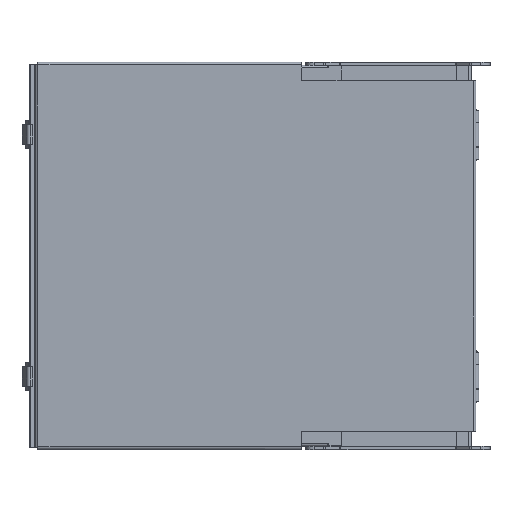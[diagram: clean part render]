
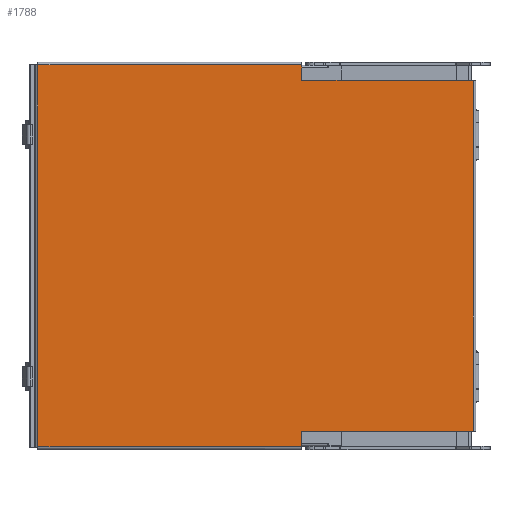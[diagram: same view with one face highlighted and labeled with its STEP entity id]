
A CAD part, top view. The second image highlights one B-rep face of the part: STEP entity #1788.
In plain terms, the highlighted planar face has unit normal (0, 0, 1).
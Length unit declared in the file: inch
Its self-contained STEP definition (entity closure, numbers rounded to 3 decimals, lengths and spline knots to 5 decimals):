
#46 = VECTOR ( 'NONE', #8991, 39.37008 ) ;
#123 = VERTEX_POINT ( 'NONE', #2973 ) ;
#381 = VECTOR ( 'NONE', #8205, 39.37008 ) ;
#1177 = LINE ( 'NONE', #6660, #6351 ) ;
#1345 = DIRECTION ( 'NONE',  ( 0., 0., 1. ) ) ;
#1788 = ADVANCED_FACE ( 'NONE', ( #15097 ), #2871, .T. ) ;
#2425 = VECTOR ( 'NONE', #8000, 39.37008 ) ;
#2871 = PLANE ( 'NONE',  #11486 ) ;
#2973 = CARTESIAN_POINT ( 'NONE',  ( -9.009, 7.892, 6.172 ) ) ;
#3368 = LINE ( 'NONE', #16037, #6013 ) ;
#3451 = ORIENTED_EDGE ( 'NONE', *, *, #14108, .T. ) ;
#3692 = ORIENTED_EDGE ( 'NONE', *, *, #10252, .T. ) ;
#4159 = ORIENTED_EDGE ( 'NONE', *, *, #12845, .T. ) ;
#4569 = CARTESIAN_POINT ( 'NONE',  ( -9.009, -7.892, 6.172 ) ) ;
#4600 = VERTEX_POINT ( 'NONE', #15791 ) ;
#4641 = CARTESIAN_POINT ( 'NONE',  ( 8.98, 7.248, 6.172 ) ) ;
#4694 = EDGE_CURVE ( 'NONE', #4600, #15717, #13013, .T. ) ;
#5124 = DIRECTION ( 'NONE',  ( -1., 0., 0. ) ) ;
#5539 = VECTOR ( 'NONE', #11914, 39.37008 ) ;
#6013 = VECTOR ( 'NONE', #9212, 39.37008 ) ;
#6170 = DIRECTION ( 'NONE',  ( 0., 1., 0. ) ) ;
#6351 = VECTOR ( 'NONE', #5124, 39.37008 ) ;
#6410 = VERTEX_POINT ( 'NONE', #6606 ) ;
#6606 = CARTESIAN_POINT ( 'NONE',  ( 1.9005, -7.892, 6.172 ) ) ;
#6660 = CARTESIAN_POINT ( 'NONE',  ( 1.9005, 7.892, 6.172 ) ) ;
#6757 = VERTEX_POINT ( 'NONE', #4569 ) ;
#6862 = VECTOR ( 'NONE', #6170, 39.37008 ) ;
#6865 = EDGE_CURVE ( 'NONE', #6757, #6410, #8622, .T. ) ;
#7292 = VERTEX_POINT ( 'NONE', #14089 ) ;
#7556 = LINE ( 'NONE', #14831, #2425 ) ;
#7595 = CARTESIAN_POINT ( 'NONE',  ( 8.98, 8., 6.172 ) ) ;
#7651 = VECTOR ( 'NONE', #15550, 39.37008 ) ;
#7911 = EDGE_CURVE ( 'NONE', #10575, #11951, #9481, .T. ) ;
#8000 = DIRECTION ( 'NONE',  ( 1., 0., 0. ) ) ;
#8205 = DIRECTION ( 'NONE',  ( -1., 0., 0. ) ) ;
#8622 = LINE ( 'NONE', #14111, #7651 ) ;
#8991 = DIRECTION ( 'NONE',  ( 0., -1., 0. ) ) ;
#9212 = DIRECTION ( 'NONE',  ( 0., 1., 0. ) ) ;
#9481 = LINE ( 'NONE', #12188, #5539 ) ;
#9812 = LINE ( 'NONE', #11174, #381 ) ;
#9905 = ORIENTED_EDGE ( 'NONE', *, *, #6865, .T. ) ;
#10252 = EDGE_CURVE ( 'NONE', #6410, #7292, #3368, .T. ) ;
#10575 = VERTEX_POINT ( 'NONE', #11716 ) ;
#11174 = CARTESIAN_POINT ( 'NONE',  ( 1.9005, 7.248, 6.172 ) ) ;
#11486 = AXIS2_PLACEMENT_3D ( 'NONE', #16451, #1345, #12505 ) ;
#11716 = CARTESIAN_POINT ( 'NONE',  ( 1.9005, 7.248, 6.172 ) ) ;
#11886 = ORIENTED_EDGE ( 'NONE', *, *, #16646, .T. ) ;
#11914 = DIRECTION ( 'NONE',  ( 0., 1., 0. ) ) ;
#11951 = VERTEX_POINT ( 'NONE', #14531 ) ;
#12188 = CARTESIAN_POINT ( 'NONE',  ( 1.9005, 8., 6.172 ) ) ;
#12505 = DIRECTION ( 'NONE',  ( -1., 0., 0. ) ) ;
#12845 = EDGE_CURVE ( 'NONE', #7292, #4600, #7556, .T. ) ;
#13013 = LINE ( 'NONE', #7595, #6862 ) ;
#13091 = ORIENTED_EDGE ( 'NONE', *, *, #4694, .T. ) ;
#13135 = CARTESIAN_POINT ( 'NONE',  ( -9.009, 8., 6.172 ) ) ;
#13617 = ORIENTED_EDGE ( 'NONE', *, *, #16526, .T. ) ;
#14089 = CARTESIAN_POINT ( 'NONE',  ( 1.9005, -7.248, 6.172 ) ) ;
#14108 = EDGE_CURVE ( 'NONE', #15717, #10575, #9812, .T. ) ;
#14111 = CARTESIAN_POINT ( 'NONE',  ( 1.9005, -7.892, 6.172 ) ) ;
#14531 = CARTESIAN_POINT ( 'NONE',  ( 1.9005, 7.892, 6.172 ) ) ;
#14831 = CARTESIAN_POINT ( 'NONE',  ( 1.9005, -7.248, 6.172 ) ) ;
#15097 = FACE_OUTER_BOUND ( 'NONE', #16724, .T. ) ;
#15550 = DIRECTION ( 'NONE',  ( 1., 0., 0. ) ) ;
#15661 = LINE ( 'NONE', #13135, #46 ) ;
#15717 = VERTEX_POINT ( 'NONE', #4641 ) ;
#15791 = CARTESIAN_POINT ( 'NONE',  ( 8.98, -7.248, 6.172 ) ) ;
#16037 = CARTESIAN_POINT ( 'NONE',  ( 1.9005, 8., 6.172 ) ) ;
#16116 = ORIENTED_EDGE ( 'NONE', *, *, #7911, .T. ) ;
#16451 = CARTESIAN_POINT ( 'NONE',  ( 1.9005, 8., 6.172 ) ) ;
#16526 = EDGE_CURVE ( 'NONE', #123, #6757, #15661, .T. ) ;
#16646 = EDGE_CURVE ( 'NONE', #11951, #123, #1177, .T. ) ;
#16724 = EDGE_LOOP ( 'NONE', ( #16116, #11886, #13617, #9905, #3692, #4159, #13091, #3451 ) ) ;
